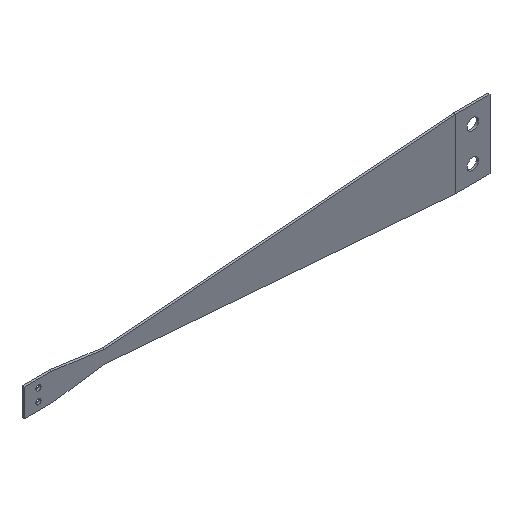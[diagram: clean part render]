
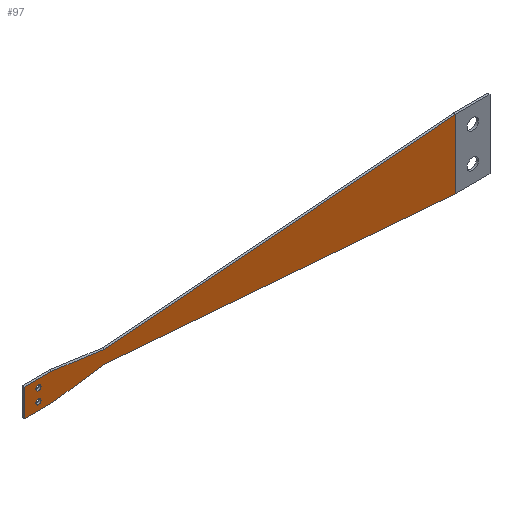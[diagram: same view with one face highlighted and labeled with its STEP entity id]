
A CAD part, isometric view. The second image highlights one B-rep face of the part: STEP entity #97.
In plain terms, the highlighted planar face has unit normal (0, -1, 0).
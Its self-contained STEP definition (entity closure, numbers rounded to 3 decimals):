
#1 = VERTEX_POINT ( 'NONE', #180 ) ;
#10 = EDGE_CURVE ( 'NONE', #329, #22, #484, .T. ) ;
#14 = EDGE_CURVE ( 'NONE', #368, #378, #197, .T. ) ;
#16 = EDGE_CURVE ( 'NONE', #22, #1, #181, .T. ) ;
#22 = VERTEX_POINT ( 'NONE', #499 ) ;
#36 = EDGE_CURVE ( 'NONE', #378, #361, #235, .T. ) ;
#38 = ORIENTED_EDGE ( 'NONE', *, *, #328, .F. ) ;
#39 = EDGE_LOOP ( 'NONE', ( #53, #49 ) ) ;
#41 = ORIENTED_EDGE ( 'NONE', *, *, #55, .T. ) ;
#43 = EDGE_CURVE ( 'NONE', #298, #426, #60, .T. ) ;
#44 = ORIENTED_EDGE ( 'NONE', *, *, #43, .F. ) ;
#45 = EDGE_LOOP ( 'NONE', ( #87, #41, #56, #88, #54, #51, #38, #140 ) ) ;
#46 = ORIENTED_EDGE ( 'NONE', *, *, #243, .F. ) ;
#47 = EDGE_CURVE ( 'NONE', #248, #253, #75, .T. ) ;
#49 = ORIENTED_EDGE ( 'NONE', *, *, #47, .F. ) ;
#51 = ORIENTED_EDGE ( 'NONE', *, *, #36, .T. ) ;
#52 = EDGE_LOOP ( 'NONE', ( #46, #44 ) ) ;
#53 = ORIENTED_EDGE ( 'NONE', *, *, #251, .F. ) ;
#54 = ORIENTED_EDGE ( 'NONE', *, *, #14, .T. ) ;
#55 = EDGE_CURVE ( 'NONE', #1, #403, #59, .T. ) ;
#56 = ORIENTED_EDGE ( 'NONE', *, *, #402, .T. ) ;
#58 = CARTESIAN_POINT ( 'NONE',  ( -254., -1.3, 27.939 ) ) ;
#59 = LINE ( 'NONE', #58, #77 ) ;
#60 = CIRCLE ( 'NONE', #64, 1.473 ) ;
#61 = DIRECTION ( 'NONE',  ( 0., -1., 0. ) ) ;
#62 = DIRECTION ( 'NONE',  ( 1., 0., 0. ) ) ;
#63 = CARTESIAN_POINT ( 'NONE',  ( -261.745, -1.3, 23.439 ) ) ;
#64 = AXIS2_PLACEMENT_3D ( 'NONE', #63, #61, #62 ) ;
#66 = DIRECTION ( 'NONE',  ( 0., -1., 0. ) ) ;
#67 = CARTESIAN_POINT ( 'NONE',  ( -261.745, -1.3, 16.439 ) ) ;
#68 = AXIS2_PLACEMENT_3D ( 'NONE', #67, #66, #74 ) ;
#74 = DIRECTION ( 'NONE',  ( 1., 0., 0. ) ) ;
#75 = CIRCLE ( 'NONE', #68, 1.473 ) ;
#76 = DIRECTION ( 'NONE',  ( -1., 0., 0. ) ) ;
#77 = VECTOR ( 'NONE', #76, 1000. ) ;
#83 = PLANE ( 'NONE',  #91 ) ;
#87 = ORIENTED_EDGE ( 'NONE', *, *, #16, .T. ) ;
#88 = ORIENTED_EDGE ( 'NONE', *, *, #375, .T. ) ;
#91 = AXIS2_PLACEMENT_3D ( 'NONE', #102, #111, #104 ) ;
#97 = ADVANCED_FACE ( 'NONE', ( #121, #98, #118 ), #83, .T. ) ;
#98 = FACE_BOUND ( 'NONE', #52, .T. ) ;
#102 = CARTESIAN_POINT ( 'NONE',  ( -145., -1.3, 19.939 ) ) ;
#104 = DIRECTION ( 'NONE',  ( 1., 0., 0. ) ) ;
#111 = DIRECTION ( 'NONE',  ( 0., -1., 0. ) ) ;
#118 = FACE_OUTER_BOUND ( 'NONE', #45, .T. ) ;
#121 = FACE_BOUND ( 'NONE', #39, .T. ) ;
#136 = VECTOR ( 'NONE', #161, 1000. ) ;
#140 = ORIENTED_EDGE ( 'NONE', *, *, #10, .T. ) ;
#154 = CARTESIAN_POINT ( 'NONE',  ( -20., -1.3, 39.878 ) ) ;
#155 = LINE ( 'NONE', #154, #136 ) ;
#161 = DIRECTION ( 'NONE',  ( 0., 0., -1. ) ) ;
#177 = DIRECTION ( 'NONE',  ( -0.99, 0., 0.138 ) ) ;
#180 = CARTESIAN_POINT ( 'NONE',  ( -254., -1.3, 27.939 ) ) ;
#181 = LINE ( 'NONE', #191, #190 ) ;
#190 = VECTOR ( 'NONE', #177, 1000. ) ;
#191 = CARTESIAN_POINT ( 'NONE',  ( -223.545, -1.3, 23.694 ) ) ;
#192 = DIRECTION ( 'NONE',  ( 0.99, 0., 0.138 ) ) ;
#193 = VECTOR ( 'NONE', #192, 1000. ) ;
#196 = CARTESIAN_POINT ( 'NONE',  ( -254., -1.3, 11.939 ) ) ;
#197 = LINE ( 'NONE', #196, #193 ) ;
#206 = DIRECTION ( 'NONE',  ( 1., 0., 0. ) ) ;
#208 = CARTESIAN_POINT ( 'NONE',  ( -261.745, -1.3, 23.439 ) ) ;
#210 = CARTESIAN_POINT ( 'NONE',  ( -260.272, -1.3, 16.439 ) ) ;
#211 = AXIS2_PLACEMENT_3D ( 'NONE', #208, #213, #206 ) ;
#212 = CIRCLE ( 'NONE', #211, 1.473 ) ;
#213 = DIRECTION ( 'NONE',  ( 0., -1., 0. ) ) ;
#228 = VECTOR ( 'NONE', #231, 1000. ) ;
#231 = DIRECTION ( 'NONE',  ( 0.997, 0., -0.079 ) ) ;
#235 = LINE ( 'NONE', #237, #228 ) ;
#237 = CARTESIAN_POINT ( 'NONE',  ( -223.545, -1.3, 16.184 ) ) ;
#243 = EDGE_CURVE ( 'NONE', #426, #298, #212, .T. ) ;
#248 = VERTEX_POINT ( 'NONE', #210 ) ;
#251 = EDGE_CURVE ( 'NONE', #253, #248, #339, .T. ) ;
#253 = VERTEX_POINT ( 'NONE', #263 ) ;
#263 = CARTESIAN_POINT ( 'NONE',  ( -263.218, -1.3, 16.439 ) ) ;
#298 = VERTEX_POINT ( 'NONE', #467 ) ;
#328 = EDGE_CURVE ( 'NONE', #329, #361, #155, .T. ) ;
#329 = VERTEX_POINT ( 'NONE', #561 ) ;
#339 = CIRCLE ( 'NONE', #344, 1.473 ) ;
#344 = AXIS2_PLACEMENT_3D ( 'NONE', #431, #401, #406 ) ;
#361 = VERTEX_POINT ( 'NONE', #605 ) ;
#368 = VERTEX_POINT ( 'NONE', #585 ) ;
#375 = EDGE_CURVE ( 'NONE', #441, #368, #600, .T. ) ;
#378 = VERTEX_POINT ( 'NONE', #591 ) ;
#401 = DIRECTION ( 'NONE',  ( 0., -1., 0. ) ) ;
#402 = EDGE_CURVE ( 'NONE', #403, #441, #636, .T. ) ;
#403 = VERTEX_POINT ( 'NONE', #633 ) ;
#406 = DIRECTION ( 'NONE',  ( 1., 0., 0. ) ) ;
#426 = VERTEX_POINT ( 'NONE', #629 ) ;
#431 = CARTESIAN_POINT ( 'NONE',  ( -261.745, -1.3, 16.439 ) ) ;
#441 = VERTEX_POINT ( 'NONE', #683 ) ;
#467 = CARTESIAN_POINT ( 'NONE',  ( -260.272, -1.3, 23.439 ) ) ;
#484 = LINE ( 'NONE', #494, #493 ) ;
#492 = DIRECTION ( 'NONE',  ( -0.997, 0., -0.079 ) ) ;
#493 = VECTOR ( 'NONE', #492, 1000. ) ;
#494 = CARTESIAN_POINT ( 'NONE',  ( -20., -1.3, 39.878 ) ) ;
#499 = CARTESIAN_POINT ( 'NONE',  ( -223.545, -1.3, 23.694 ) ) ;
#561 = CARTESIAN_POINT ( 'NONE',  ( -20., -1.3, 39.878 ) ) ;
#579 = VECTOR ( 'NONE', #607, 1000. ) ;
#585 = CARTESIAN_POINT ( 'NONE',  ( -254., -1.3, 11.939 ) ) ;
#591 = CARTESIAN_POINT ( 'NONE',  ( -223.545, -1.3, 16.184 ) ) ;
#599 = CARTESIAN_POINT ( 'NONE',  ( -270., -1.3, 11.939 ) ) ;
#600 = LINE ( 'NONE', #599, #579 ) ;
#605 = CARTESIAN_POINT ( 'NONE',  ( -20., -1.3, 0. ) ) ;
#607 = DIRECTION ( 'NONE',  ( 1., 0., 0. ) ) ;
#629 = CARTESIAN_POINT ( 'NONE',  ( -263.218, -1.3, 23.439 ) ) ;
#633 = CARTESIAN_POINT ( 'NONE',  ( -270., -1.3, 27.939 ) ) ;
#636 = LINE ( 'NONE', #646, #687 ) ;
#646 = CARTESIAN_POINT ( 'NONE',  ( -270., -1.3, 27.939 ) ) ;
#683 = CARTESIAN_POINT ( 'NONE',  ( -270., -1.3, 11.939 ) ) ;
#687 = VECTOR ( 'NONE', #692, 1000. ) ;
#692 = DIRECTION ( 'NONE',  ( 0., 0., -1. ) ) ;
